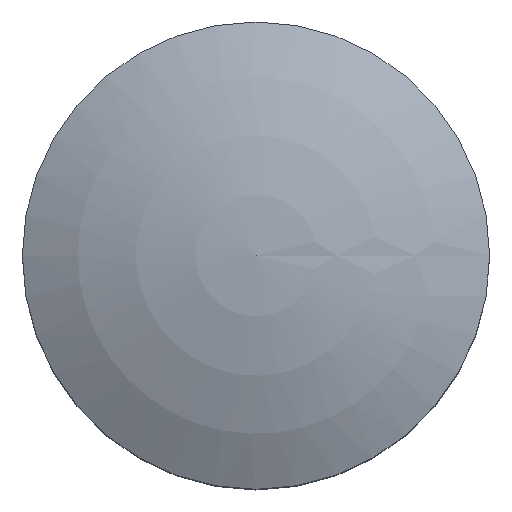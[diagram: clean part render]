
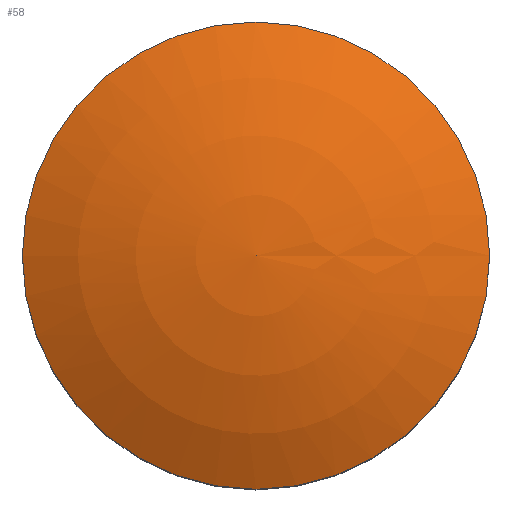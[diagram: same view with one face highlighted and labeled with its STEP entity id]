
A CAD part, top view. The second image highlights one B-rep face of the part: STEP entity #58.
In plain terms, the highlighted spherical face has radius 20 mm.
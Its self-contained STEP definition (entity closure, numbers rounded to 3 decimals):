
#58 = ADVANCED_FACE( '', ( #124 ), #125, .T. );
#124 = FACE_OUTER_BOUND( '', #193, .T. );
#125 = SPHERICAL_SURFACE( '', #194, 20. );
#193 = EDGE_LOOP( '', ( #274 ) );
#194 = AXIS2_PLACEMENT_3D( '', #275, #276, #277 );
#274 = ORIENTED_EDGE( '', *, *, #336, .T. );
#275 = CARTESIAN_POINT( '', ( 0., 0., -3. ) );
#276 = DIRECTION( '', ( 0., 0., 1. ) );
#277 = DIRECTION( '', ( 1., 0., 0. ) );
#336 = EDGE_CURVE( '', #379, #379, #380, .T. );
#379 = VERTEX_POINT( '', #425 );
#380 = CIRCLE( '', #426, 9. );
#425 = CARTESIAN_POINT( '', ( 9., 0., 14.861 ) );
#426 = AXIS2_PLACEMENT_3D( '', #473, #474, #475 );
#473 = CARTESIAN_POINT( '', ( 0., 0., 14.861 ) );
#474 = DIRECTION( '', ( 0., 0., 1. ) );
#475 = DIRECTION( '', ( 1., 0., 0. ) );
